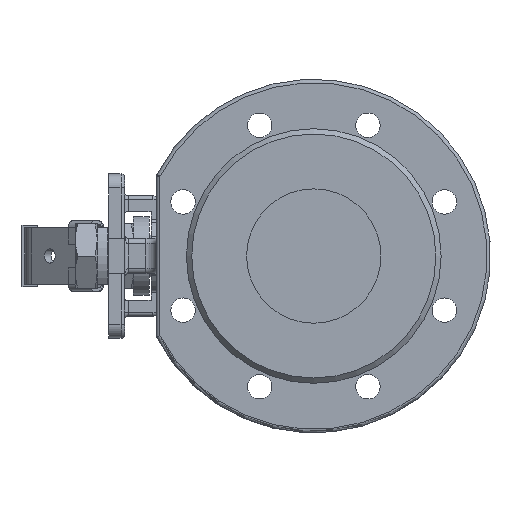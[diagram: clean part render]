
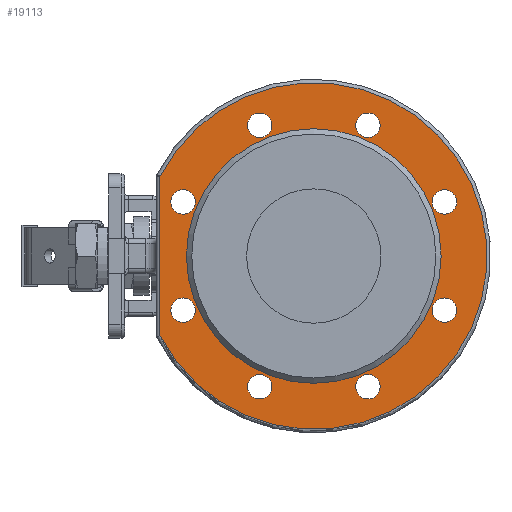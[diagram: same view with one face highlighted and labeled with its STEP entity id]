
A CAD part, left-side view. The second image highlights one B-rep face of the part: STEP entity #19113.
In plain terms, the highlighted planar face has unit normal (-1, 0, 0).
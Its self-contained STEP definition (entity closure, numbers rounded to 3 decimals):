
#2640=LINE('',#100877,#3915);
#3915=VECTOR('',#23540,90.222);
#4262=FACE_BOUND('',#6430,.T.);
#4263=FACE_BOUND('',#6431,.T.);
#4264=FACE_BOUND('',#6432,.T.);
#4265=FACE_BOUND('',#6433,.T.);
#4266=FACE_BOUND('',#6434,.T.);
#4267=FACE_BOUND('',#6435,.T.);
#4268=FACE_BOUND('',#6436,.T.);
#4269=FACE_BOUND('',#6437,.T.);
#4270=FACE_BOUND('',#6438,.T.);
#5287=FACE_OUTER_BOUND('',#6429,.T.);
#6429=EDGE_LOOP('',(#16483,#16484));
#6430=EDGE_LOOP('',(#16485));
#6431=EDGE_LOOP('',(#16486));
#6432=EDGE_LOOP('',(#16487));
#6433=EDGE_LOOP('',(#16488));
#6434=EDGE_LOOP('',(#16489));
#6435=EDGE_LOOP('',(#16490));
#6436=EDGE_LOOP('',(#16491));
#6437=EDGE_LOOP('',(#16492));
#6438=EDGE_LOOP('',(#16493));
#6954=CIRCLE('',#20175,98.);
#6958=CIRCLE('',#20184,72.);
#6959=CIRCLE('',#20185,6.918);
#6960=CIRCLE('',#20186,6.918);
#6961=CIRCLE('',#20187,6.918);
#6962=CIRCLE('',#20188,6.918);
#6963=CIRCLE('',#20189,6.918);
#6964=CIRCLE('',#20190,6.918);
#6965=CIRCLE('',#20191,6.918);
#6966=CIRCLE('',#20192,6.918);
#8699=VERTEX_POINT('',#100870);
#8701=VERTEX_POINT('',#100876);
#8703=VERTEX_POINT('',#100905);
#8704=VERTEX_POINT('',#100907);
#8705=VERTEX_POINT('',#100909);
#8706=VERTEX_POINT('',#100911);
#8707=VERTEX_POINT('',#100913);
#8708=VERTEX_POINT('',#100915);
#8709=VERTEX_POINT('',#100917);
#8710=VERTEX_POINT('',#100919);
#8711=VERTEX_POINT('',#100921);
#11336=EDGE_CURVE('',#8701,#8699,#2640,.T.);
#11339=EDGE_CURVE('',#8699,#8701,#6954,.T.);
#11344=EDGE_CURVE('',#8703,#8703,#6958,.T.);
#11345=EDGE_CURVE('',#8704,#8704,#6959,.T.);
#11346=EDGE_CURVE('',#8705,#8705,#6960,.T.);
#11347=EDGE_CURVE('',#8706,#8706,#6961,.T.);
#11348=EDGE_CURVE('',#8707,#8707,#6962,.T.);
#11349=EDGE_CURVE('',#8708,#8708,#6963,.T.);
#11350=EDGE_CURVE('',#8709,#8709,#6964,.T.);
#11351=EDGE_CURVE('',#8710,#8710,#6965,.T.);
#11352=EDGE_CURVE('',#8711,#8711,#6966,.T.);
#16483=ORIENTED_EDGE('',*,*,#11336,.F.);
#16484=ORIENTED_EDGE('',*,*,#11339,.F.);
#16485=ORIENTED_EDGE('',*,*,#11344,.T.);
#16486=ORIENTED_EDGE('',*,*,#11345,.T.);
#16487=ORIENTED_EDGE('',*,*,#11346,.T.);
#16488=ORIENTED_EDGE('',*,*,#11347,.T.);
#16489=ORIENTED_EDGE('',*,*,#11348,.T.);
#16490=ORIENTED_EDGE('',*,*,#11349,.T.);
#16491=ORIENTED_EDGE('',*,*,#11350,.T.);
#16492=ORIENTED_EDGE('',*,*,#11351,.T.);
#16493=ORIENTED_EDGE('',*,*,#11352,.T.);
#17110=PLANE('',#20183);
#19113=ADVANCED_FACE('',(#5287,#4262,#4263,#4264,#4265,#4266,#4267,#4268,
#4269,#4270),#17110,.T.);
#20175=AXIS2_PLACEMENT_3D('',#100894,#23545,#23546);
#20183=AXIS2_PLACEMENT_3D('',#100904,#23562,#23563);
#20184=AXIS2_PLACEMENT_3D('',#100906,#23564,#23565);
#20185=AXIS2_PLACEMENT_3D('',#100908,#23566,#23567);
#20186=AXIS2_PLACEMENT_3D('',#100910,#23568,#23569);
#20187=AXIS2_PLACEMENT_3D('',#100912,#23570,#23571);
#20188=AXIS2_PLACEMENT_3D('',#100914,#23572,#23573);
#20189=AXIS2_PLACEMENT_3D('',#100916,#23574,#23575);
#20190=AXIS2_PLACEMENT_3D('',#100918,#23576,#23577);
#20191=AXIS2_PLACEMENT_3D('',#100920,#23578,#23579);
#20192=AXIS2_PLACEMENT_3D('',#100922,#23580,#23581);
#23540=DIRECTION('',(0.,0.,1.));
#23545=DIRECTION('center_axis',(1.,0.,0.));
#23546=DIRECTION('ref_axis',(0.,-1.,0.));
#23562=DIRECTION('center_axis',(-1.,0.,0.));
#23563=DIRECTION('ref_axis',(0.,0.,1.));
#23564=DIRECTION('center_axis',(1.,0.,0.));
#23565=DIRECTION('ref_axis',(0.,1.,0.));
#23566=DIRECTION('center_axis',(1.,0.,0.));
#23567=DIRECTION('ref_axis',(0.,0.,-1.));
#23568=DIRECTION('center_axis',(1.,0.,0.));
#23569=DIRECTION('ref_axis',(0.,0.,-1.));
#23570=DIRECTION('center_axis',(1.,0.,0.));
#23571=DIRECTION('ref_axis',(0.,0.,-1.));
#23572=DIRECTION('center_axis',(1.,0.,0.));
#23573=DIRECTION('ref_axis',(0.,0.,-1.));
#23574=DIRECTION('center_axis',(1.,0.,0.));
#23575=DIRECTION('ref_axis',(0.,0.,-1.));
#23576=DIRECTION('center_axis',(1.,0.,0.));
#23577=DIRECTION('ref_axis',(0.,0.,-1.));
#23578=DIRECTION('center_axis',(1.,0.,0.));
#23579=DIRECTION('ref_axis',(0.,0.,-1.));
#23580=DIRECTION('center_axis',(1.,0.,0.));
#23581=DIRECTION('ref_axis',(0.,0.,-1.));
#100870=CARTESIAN_POINT('',(-57.,87.,45.111));
#100876=CARTESIAN_POINT('',(-57.,87.,-45.111));
#100877=CARTESIAN_POINT('',(-57.,87.,-42.047));
#100894=CARTESIAN_POINT('Origin',(-57.,0.,0.));
#100904=CARTESIAN_POINT('Origin',(-57.,86.,0.));
#100905=CARTESIAN_POINT('',(-57.,72.,0.));
#100906=CARTESIAN_POINT('Origin',(-57.,0.,0.));
#100907=CARTESIAN_POINT('',(-57.,73.91,37.532));
#100908=CARTESIAN_POINT('Origin',(-57.,73.91,30.615));
#100909=CARTESIAN_POINT('',(-57.,73.91,-23.697));
#100910=CARTESIAN_POINT('Origin',(-57.,73.91,-30.615));
#100911=CARTESIAN_POINT('',(-57.,30.615,-66.993));
#100912=CARTESIAN_POINT('Origin',(-57.,30.615,-73.91));
#100913=CARTESIAN_POINT('',(-57.,-30.615,-66.993));
#100914=CARTESIAN_POINT('Origin',(-57.,-30.615,-73.91));
#100915=CARTESIAN_POINT('',(-57.,-73.91,-23.697));
#100916=CARTESIAN_POINT('Origin',(-57.,-73.91,-30.615));
#100917=CARTESIAN_POINT('',(-57.,-73.91,37.532));
#100918=CARTESIAN_POINT('Origin',(-57.,-73.91,30.615));
#100919=CARTESIAN_POINT('',(-57.,-30.615,80.828));
#100920=CARTESIAN_POINT('Origin',(-57.,-30.615,73.91));
#100921=CARTESIAN_POINT('',(-57.,30.615,80.828));
#100922=CARTESIAN_POINT('Origin',(-57.,30.615,73.91));
